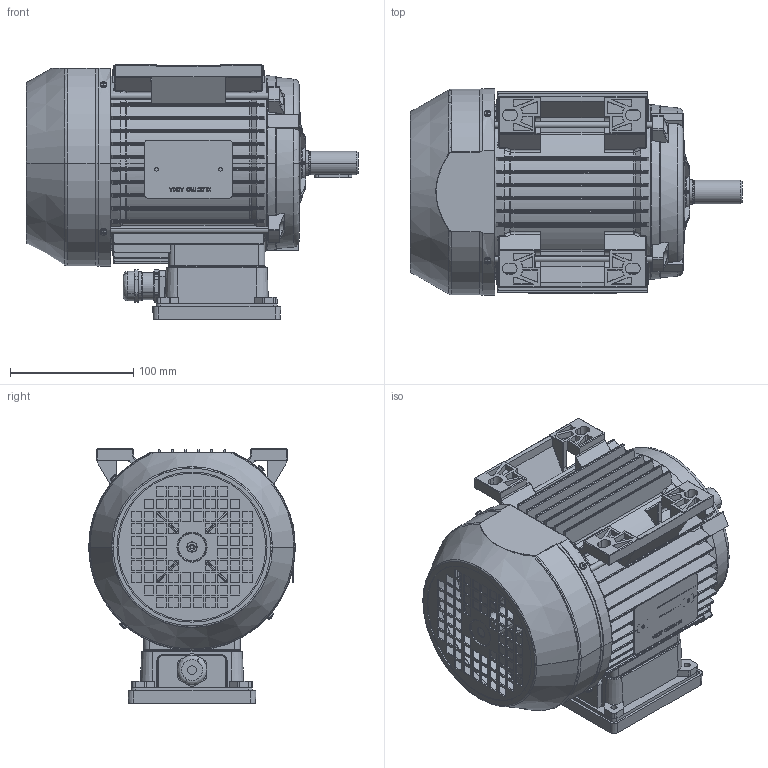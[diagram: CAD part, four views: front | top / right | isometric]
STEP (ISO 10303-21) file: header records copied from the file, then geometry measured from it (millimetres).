
FILE_DESCRIPTION (( 'STEP AP214' ), '1' );
FILE_NAME ('CA80-B3-IC411-2-4-6-8 POLI-TB TOP.STEP', '2024-09-19T06:41:57', ( '' ), ( '' ), 'SwSTEP 2.0', 'SolidWorks 2024', '' );
FILE_SCHEMA (( 'AUTOMOTIVE_DESIGN' ));
Length unit declared in the file: millimetre
Products named in the file (15): Targhetta motore_LAMIERA ALLUMINIO; pan head cross recess screw_iso_ISO 7045 - M3 x 16 - Z --- 16C; Carcassa C80; Guarnizione scatola-motore71- 80; Guarnizione scatola-coperchio 71- 80; Scudo C80 posteriore; Scatola morsetti 71- 80_STANDARD DEFINITIVO-1 FORO CENTRALE; CA80-B3-IC411-2-4-6-8 POLI-TB TOP; Albero C-FC80_Pacco H = 70; Coperchio scatola morsetti 71-80; Copriventola tipo 80; 6x6x30; Scudo C80 anteriore; PRESSACAVO M20; Tirante M5 L.147
Assembly tree (20 placements, depth 2):
  CA80-B3-IC411-2-4-6-8 POLI-TB TOP
    Albero C-FC80_Pacco H = 70
    Scudo C80 anteriore
    Scudo C80 posteriore
    Tirante M5 L.147  x4
    Copriventola tipo 80
    6x6x30
    pan head cross recess screw_iso_ISO 7045 - M3 x 16 - Z --- 16C  x4
    Carcassa C80
    Targhetta motore_LAMIERA ALLUMINIO
    Guarnizione scatola-motore71- 80
    Scatola morsetti 71- 80_STANDARD DEFINITIVO-1 FORO CENTRALE
    PRESSACAVO M20
    Guarnizione scatola-coperchio 71- 80
    Coperchio scatola morsetti 71-80
Bounding box: 269.78 x 168 x 207 mm (x, y, z)
Volume: 948300.9 mm3; surface area: 600147.9 mm2
Topology: 20 solids, 21 shells, 4677 faces, 12119 edges, 7398 vertices
Faces by surface type: plane 1503, cylinder 1168, bspline 787, cone 564, torus 549, sphere 106
Entity records: 163646 total; most frequent: CARTESIAN_POINT 60270, ORIENTED_EDGE 23154, DIRECTION 19626, EDGE_CURVE 11577, AXIS2_PLACEMENT_3D 7544, VERTEX_POINT 7145, EDGE_LOOP 4846, VECTOR 4538
